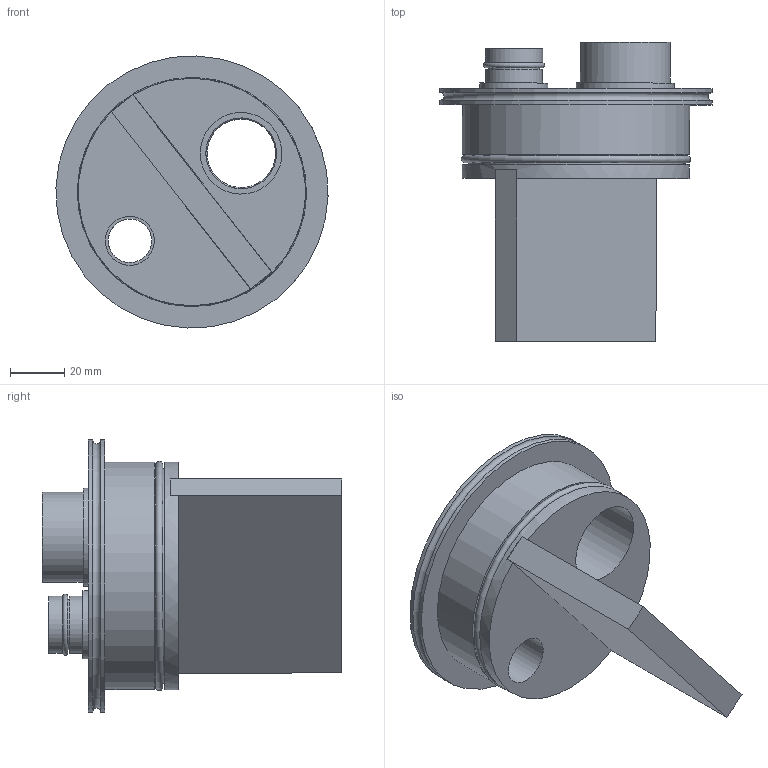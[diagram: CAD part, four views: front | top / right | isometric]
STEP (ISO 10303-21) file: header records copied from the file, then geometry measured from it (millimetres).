
FILE_DESCRIPTION(/* description */ (''),/* implementation_level */ '2;1');
FILE_NAME(/* name */ 'Conjunto Tapa Vaso.stp',/* time_stamp */ '2020-07-13T02:24:26-04:00',/* author */ ('Bruno'),/* organization */ (''),/* preprocessor_version */ 'ST-DEVELOPER v18.1',/* originating_system */ 'Autodesk Inventor 2020',/* authorisation */ '');
FILE_SCHEMA (('AUTOMOTIVE_DESIGN { 1 0 10303 214 3 1 1 }'));
Length unit declared in the file: millimetre
Products named in the file (12): Conjunto Tapa Vaso; Tapa V2; Cuerpo Tapa Sin Paleta; Paleta; Oring 2-019; Oring 2-026; Conector Tapa-Corrugado V2; Conector Tapa-Tubo calefaccionado V2 (M33); Oring 2-018 Deform; Oring 2-022; Perno Parker DIN912 M4x0.7x16-8.8; Oring 2-151 Deform
Assembly tree (11 placements, depth 3):
  Conjunto Tapa Vaso
    Tapa V2
      Cuerpo Tapa Sin Paleta
      Paleta
      Oring 2-019
      Oring 2-026
      Conector Tapa-Corrugado V2
      Conector Tapa-Tubo calefaccionado V2 (M33)
      Oring 2-018 Deform
      Oring 2-022
      Perno Parker DIN912 M4x0.7x16-8.8
      Oring 2-151 Deform
Bounding box: 99.96 x 110.05 x 99.95 mm (x, y, z)
Volume: 221723.3 mm3; surface area: 58274.6 mm2
Topology: 10 solids, 10 shells, 79 faces, 200 edges, 147 vertices
Faces by surface type: plane 40, cylinder 28, torus 7, cone 4
Full cylindrical faces by diameter (mm): 3.242 x1, 4 x1, 5 x1, 7 x1, 8 x1, 16 x1, 18 x1, 18.4 x1, 20 x1, 20.5 x1, 21 x2, 24 x1, 25 x1, 26 x2, 28.7 x1, 30 x1, 31.6 x1, 33 x2, 35 x1, 36 x1, 79 x1, 83.5 x2, 100 x2
Entity records: 2983 total; most frequent: DIRECTION 522, CARTESIAN_POINT 461, ORIENTED_EDGE 396, AXIS2_PLACEMENT_3D 229, EDGE_CURVE 198, VERTEX_POINT 147, CIRCLE 127, EDGE_LOOP 107
